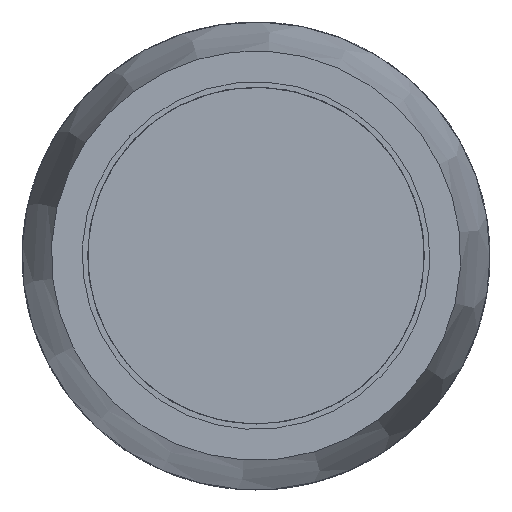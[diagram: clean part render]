
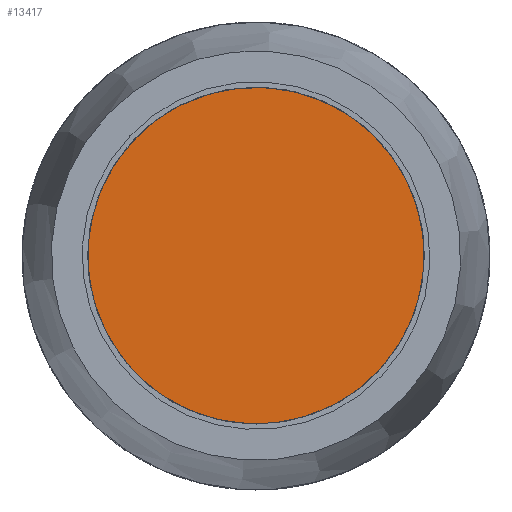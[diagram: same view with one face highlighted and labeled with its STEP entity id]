
A CAD part, top view. The second image highlights one B-rep face of the part: STEP entity #13417.
In plain terms, the highlighted planar face has unit normal (0, 0, 1).
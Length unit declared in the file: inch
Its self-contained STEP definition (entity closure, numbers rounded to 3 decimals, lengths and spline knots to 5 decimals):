
#3598=PLANE('',#14523);
#4288=FACE_OUTER_BOUND('',#5052,.T.);
#5052=EDGE_LOOP('',(#12203));
#5567=CIRCLE('',#14524,0.35433);
#6729=VERTEX_POINT('',#22409);
#8585=EDGE_CURVE('',#6729,#6729,#5567,.T.);
#12203=ORIENTED_EDGE('',*,*,#8585,.F.);
#13417=ADVANCED_FACE('',(#4288),#3598,.F.);
#14523=AXIS2_PLACEMENT_3D('',#22408,#17743,#17744);
#14524=AXIS2_PLACEMENT_3D('',#22410,#17745,#17746);
#17743=DIRECTION('center_axis',(0.,0.,
-1.));
#17744=DIRECTION('ref_axis',(0.,1.,0.));
#17745=DIRECTION('center_axis',(0.,0.,
-1.));
#17746=DIRECTION('ref_axis',(0.,1.,0.));
#22408=CARTESIAN_POINT('Origin',(0.,0.,
1.04055));
#22409=CARTESIAN_POINT('',(0.,-0.35433,1.04055));
#22410=CARTESIAN_POINT('Origin',(0.,0.,
1.04055));
